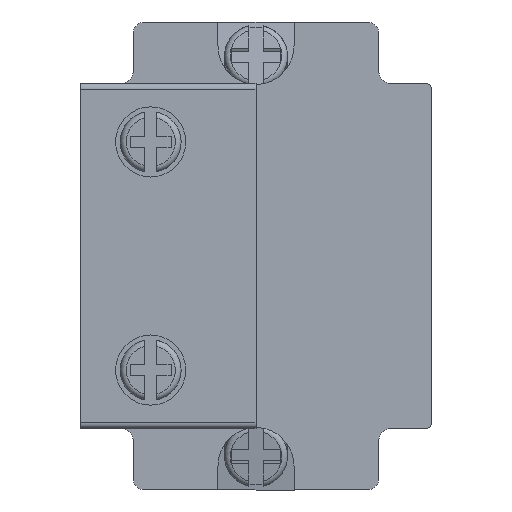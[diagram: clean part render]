
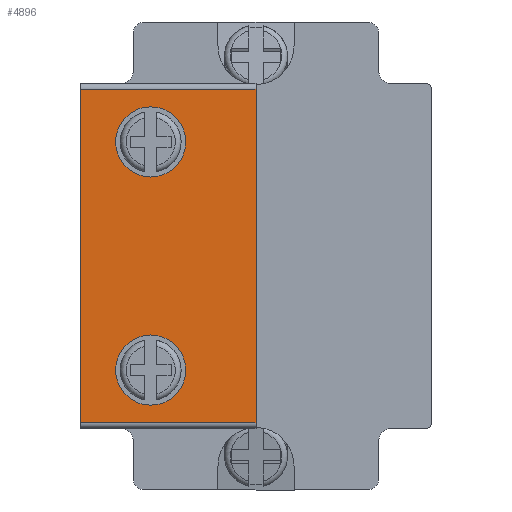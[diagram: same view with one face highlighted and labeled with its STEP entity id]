
A CAD part, front view. The second image highlights one B-rep face of the part: STEP entity #4896.
In plain terms, the highlighted planar face has unit normal (0, -1, 0).
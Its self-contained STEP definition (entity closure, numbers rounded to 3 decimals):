
#131 = CIRCLE ( 'NONE', #6015, 3. ) ;
#155 = DIRECTION ( 'NONE',  ( 1., 0., 0. ) ) ;
#178 = CARTESIAN_POINT ( 'NONE',  ( -9., 17.8, -12.75 ) ) ;
#255 = EDGE_CURVE ( 'NONE', #3193, #3635, #3045, .T. ) ;
#289 = DIRECTION ( 'NONE',  ( -1., 0., 0. ) ) ;
#410 = EDGE_LOOP ( 'NONE', ( #6068, #5503 ) ) ;
#411 = DIRECTION ( 'NONE',  ( 0., 1., 0. ) ) ;
#417 = ORIENTED_EDGE ( 'NONE', *, *, #5681, .T. ) ;
#424 = LINE ( 'NONE', #1343, #2696 ) ;
#542 = FACE_OUTER_BOUND ( 'NONE', #4488, .T. ) ;
#640 = CARTESIAN_POINT ( 'NONE',  ( -9., 17.8, -9.75 ) ) ;
#727 = LINE ( 'NONE', #1192, #5506 ) ;
#739 = CARTESIAN_POINT ( 'NONE',  ( 15., 17.8, 14.25 ) ) ;
#818 = DIRECTION ( 'NONE',  ( 0., 0., 1. ) ) ;
#943 = DIRECTION ( 'NONE',  ( 0., 0., -1. ) ) ;
#1024 = LINE ( 'NONE', #739, #2350 ) ;
#1045 = ORIENTED_EDGE ( 'NONE', *, *, #6250, .F. ) ;
#1056 = VERTEX_POINT ( 'NONE', #4460 ) ;
#1105 = DIRECTION ( 'NONE',  ( 0., 0., -1. ) ) ;
#1192 = CARTESIAN_POINT ( 'NONE',  ( 15., 17.8, -14.25 ) ) ;
#1258 = AXIS2_PLACEMENT_3D ( 'NONE', #5768, #411, #4183 ) ;
#1343 = CARTESIAN_POINT ( 'NONE',  ( -15., 17.8, -14.75 ) ) ;
#1367 = EDGE_LOOP ( 'NONE', ( #5652, #4960 ) ) ;
#1375 = EDGE_CURVE ( 'NONE', #1056, #4604, #1621, .T. ) ;
#1543 = CARTESIAN_POINT ( 'NONE',  ( 0., 17.8, 14.75 ) ) ;
#1621 = LINE ( 'NONE', #1543, #2362 ) ;
#1726 = AXIS2_PLACEMENT_3D ( 'NONE', #640, #4408, #6475 ) ;
#1874 = AXIS2_PLACEMENT_3D ( 'NONE', #1914, #3014, #2407 ) ;
#1914 = CARTESIAN_POINT ( 'NONE',  ( -9., 17.8, 9.75 ) ) ;
#2267 = EDGE_CURVE ( 'NONE', #4555, #5628, #131, .T. ) ;
#2283 = CARTESIAN_POINT ( 'NONE',  ( -15., 17.8, -14.25 ) ) ;
#2350 = VECTOR ( 'NONE', #289, 1000. ) ;
#2362 = VECTOR ( 'NONE', #943, 1000. ) ;
#2407 = DIRECTION ( 'NONE',  ( 0., 0., -1. ) ) ;
#2421 = AXIS2_PLACEMENT_3D ( 'NONE', #4822, #5380, #1105 ) ;
#2535 = FACE_BOUND ( 'NONE', #1367, .T. ) ;
#2552 = CARTESIAN_POINT ( 'NONE',  ( -15., 17.8, 14.25 ) ) ;
#2696 = VECTOR ( 'NONE', #818, 1000. ) ;
#2929 = CARTESIAN_POINT ( 'NONE',  ( -9., 17.8, 6.75 ) ) ;
#3014 = DIRECTION ( 'NONE',  ( 0., -1., 0. ) ) ;
#3020 = ORIENTED_EDGE ( 'NONE', *, *, #3527, .T. ) ;
#3045 = CIRCLE ( 'NONE', #2421, 3. ) ;
#3108 = CARTESIAN_POINT ( 'NONE',  ( -9., 17.8, 12.75 ) ) ;
#3193 = VERTEX_POINT ( 'NONE', #3108 ) ;
#3195 = VERTEX_POINT ( 'NONE', #2552 ) ;
#3527 = EDGE_CURVE ( 'NONE', #6109, #4604, #727, .T. ) ;
#3635 = VERTEX_POINT ( 'NONE', #2929 ) ;
#3639 = PLANE ( 'NONE',  #1258 ) ;
#4183 = DIRECTION ( 'NONE',  ( 0., 0., 1. ) ) ;
#4247 = CARTESIAN_POINT ( 'NONE',  ( -9., 17.8, -9.75 ) ) ;
#4305 = CARTESIAN_POINT ( 'NONE',  ( -9., 17.8, -6.75 ) ) ;
#4348 = DIRECTION ( 'NONE',  ( 0., 0., -1. ) ) ;
#4408 = DIRECTION ( 'NONE',  ( 0., -1., 0. ) ) ;
#4460 = CARTESIAN_POINT ( 'NONE',  ( 0., 17.8, 14.25 ) ) ;
#4488 = EDGE_LOOP ( 'NONE', ( #1045, #3020, #6536, #417 ) ) ;
#4509 = FACE_BOUND ( 'NONE', #410, .T. ) ;
#4555 = VERTEX_POINT ( 'NONE', #4305 ) ;
#4604 = VERTEX_POINT ( 'NONE', #5495 ) ;
#4792 = EDGE_CURVE ( 'NONE', #3635, #3193, #4851, .T. ) ;
#4822 = CARTESIAN_POINT ( 'NONE',  ( -9., 17.8, 9.75 ) ) ;
#4851 = CIRCLE ( 'NONE', #1874, 3. ) ;
#4890 = DIRECTION ( 'NONE',  ( 0., -1., 0. ) ) ;
#4896 = ADVANCED_FACE ( 'NONE', ( #2535, #4509, #542 ), #3639, .F. ) ;
#4960 = ORIENTED_EDGE ( 'NONE', *, *, #255, .F. ) ;
#5380 = DIRECTION ( 'NONE',  ( 0., -1., 0. ) ) ;
#5495 = CARTESIAN_POINT ( 'NONE',  ( 0., 17.8, -14.25 ) ) ;
#5503 = ORIENTED_EDGE ( 'NONE', *, *, #2267, .F. ) ;
#5506 = VECTOR ( 'NONE', #155, 1000. ) ;
#5628 = VERTEX_POINT ( 'NONE', #178 ) ;
#5652 = ORIENTED_EDGE ( 'NONE', *, *, #4792, .F. ) ;
#5681 = EDGE_CURVE ( 'NONE', #1056, #3195, #1024, .T. ) ;
#5706 = CIRCLE ( 'NONE', #1726, 3. ) ;
#5768 = CARTESIAN_POINT ( 'NONE',  ( 15., 17.8, -14.75 ) ) ;
#6015 = AXIS2_PLACEMENT_3D ( 'NONE', #4247, #4890, #4348 ) ;
#6027 = EDGE_CURVE ( 'NONE', #5628, #4555, #5706, .T. ) ;
#6068 = ORIENTED_EDGE ( 'NONE', *, *, #6027, .F. ) ;
#6109 = VERTEX_POINT ( 'NONE', #2283 ) ;
#6250 = EDGE_CURVE ( 'NONE', #6109, #3195, #424, .T. ) ;
#6475 = DIRECTION ( 'NONE',  ( 0., 0., -1. ) ) ;
#6536 = ORIENTED_EDGE ( 'NONE', *, *, #1375, .F. ) ;
